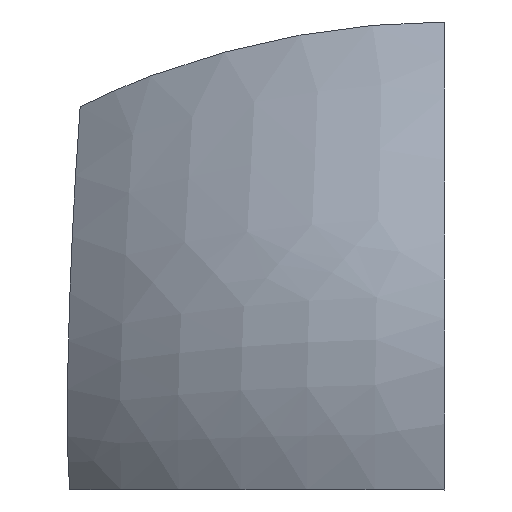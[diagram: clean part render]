
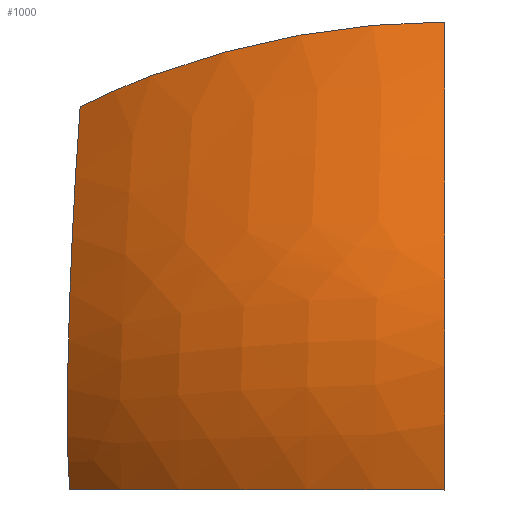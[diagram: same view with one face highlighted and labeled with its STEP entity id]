
A CAD part, front view. The second image highlights one B-rep face of the part: STEP entity #1000.
In plain terms, the highlighted free-form (B-spline) face has degree [6, 6] with [7, 7] control points.
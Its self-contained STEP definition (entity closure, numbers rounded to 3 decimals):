
#10=CARTESIAN_POINT('',(-12.084,-347.337,
82.714));
#20=CARTESIAN_POINT('',(-12.205,-348.996,
81.073));
#30=CARTESIAN_POINT('',(-12.3,-350.481,
79.328));
#40=CARTESIAN_POINT('',(-12.475,-351.752,
77.394));
#50=CARTESIAN_POINT('',(-12.372,-352.566,
75.389));
#60=CARTESIAN_POINT('',(-12.66,-352.884,
72.926));
#70=CARTESIAN_POINT('',(-12.429,-351.988,
70.005));
#80=CARTESIAN_POINT('',(-10.307,-348.494,
83.608));
#90=CARTESIAN_POINT('',(-10.392,-350.334,
81.872));
#100=CARTESIAN_POINT('',(-10.513,-352.007,
80.011));
#110=CARTESIAN_POINT('',(-10.715,-353.333,
78.011));
#120=CARTESIAN_POINT('',(-10.731,-354.445,
75.763));
#130=CARTESIAN_POINT('',(-10.98,-354.606,
73.264));
#140=CARTESIAN_POINT('',(-10.831,-353.645,
70.005));
#150=CARTESIAN_POINT('',(-8.354,-349.453,
84.35));
#160=CARTESIAN_POINT('',(-8.41,-351.445,
82.533));
#170=CARTESIAN_POINT('',(-8.541,-353.278,
80.574));
#180=CARTESIAN_POINT('',(-8.747,-354.653,
78.517));
#190=CARTESIAN_POINT('',(-8.841,-356.013,
76.07));
#200=CARTESIAN_POINT('',(-9.049,-356.056,
73.539));
#210=CARTESIAN_POINT('',(-8.964,-355.051,
70.005));
#220=CARTESIAN_POINT('',(-6.288,-350.198,
84.925));
#230=CARTESIAN_POINT('',(-6.319,-352.307,
83.044));
#240=CARTESIAN_POINT('',(-6.441,-354.262,
81.009));
#250=CARTESIAN_POINT('',(-6.627,-355.678,
78.906));
#260=CARTESIAN_POINT('',(-6.757,-357.226,
76.307));
#270=CARTESIAN_POINT('',(-6.918,-357.183,
73.749));
#280=CARTESIAN_POINT('',(-6.878,-356.147,
70.005));
#290=CARTESIAN_POINT('',(-4.169,-350.711,
85.32));
#300=CARTESIAN_POINT('',(-4.18,-352.898,
83.395));
#310=CARTESIAN_POINT('',(-4.275,-354.934,
81.307));
#320=CARTESIAN_POINT('',(-4.418,-356.377,
79.171));
#330=CARTESIAN_POINT('',(-4.543,-358.05,
76.47));
#340=CARTESIAN_POINT('',(-4.651,-357.951,
73.891));
#350=CARTESIAN_POINT('',(-4.639,-356.894,
70.005));
#360=CARTESIAN_POINT('',(-2.053,-350.974,
85.524));
#370=CARTESIAN_POINT('',(-2.053,-353.199,
83.575));
#380=CARTESIAN_POINT('',(-2.107,-355.275,
81.46));
#390=CARTESIAN_POINT('',(-2.187,-356.731,
79.307));
#400=CARTESIAN_POINT('',(-2.268,-358.465,
76.553));
#410=CARTESIAN_POINT('',(-2.321,-358.336,
73.962));
#420=CARTESIAN_POINT('',(-2.321,-357.269,
70.005));
#430=CARTESIAN_POINT('',(0.,-350.974,
85.524));
#440=CARTESIAN_POINT('',(0.,-353.199,
83.575));
#450=CARTESIAN_POINT('',(0.,-355.275,
81.46));
#460=CARTESIAN_POINT('',(0.,-356.731,
79.307));
#470=CARTESIAN_POINT('',(0.,-358.465,
76.553));
#480=CARTESIAN_POINT('',(0.,-358.336,
73.962));
#490=CARTESIAN_POINT('',(0.,-357.269,
70.005));
#500=B_SPLINE_SURFACE_WITH_KNOTS('',6,6,((#10,#80,#150,#220,#290,#360,
#430),(#20,#90,#160,#230,#300,#370,#440),(#30,#100,#170,#240,#310,#380,
#450),(#40,#110,#180,#250,#320,#390,#460),(#50,#120,#190,#260,#330,#400,
#470),(#60,#130,#200,#270,#340,#410,#480),(#70,#140,#210,#280,#350,#420,
#490)),.UNSPECIFIED.,.F.,.F.,.F.,(7,7),(7,7),(0.,16.11),(0.,
13.521),.UNSPECIFIED.);
#510=CARTESIAN_POINT('',(0.,-350.974,
85.524));
#520=CARTESIAN_POINT('',(-2.053,-350.974,
85.524));
#530=CARTESIAN_POINT('',(-4.169,-350.711,
85.32));
#540=CARTESIAN_POINT('',(-6.288,-350.198,
84.925));
#550=CARTESIAN_POINT('',(-8.354,-349.453,
84.35));
#560=CARTESIAN_POINT('',(-10.307,-348.494,
83.608));
#570=CARTESIAN_POINT('',(-12.084,-347.337,
82.714));
#580=B_SPLINE_CURVE_WITH_KNOTS('',6,(#510,#520,#530,#540,#550,#560,#570)
,.UNSPECIFIED.,.F.,.F.,(7,7),(0.,13.521),.UNSPECIFIED.);
#590=CARTESIAN_POINT('',(0.,-350.974,
85.524));
#600=VERTEX_POINT('',#590);
#610=CARTESIAN_POINT('',(-12.084,-347.337,
82.714));
#620=VERTEX_POINT('',#610);
#630=EDGE_CURVE('',#600,#620,#580,.T.);
#640=ORIENTED_EDGE('',*,*,#630,.T.);
#650=CARTESIAN_POINT('',(0.,-357.269,
70.005));
#660=CARTESIAN_POINT('',(0.,-358.336,
73.962));
#670=CARTESIAN_POINT('',(0.,-358.465,
76.553));
#680=CARTESIAN_POINT('',(0.,-356.731,
79.307));
#690=CARTESIAN_POINT('',(0.,-355.275,
81.46));
#700=CARTESIAN_POINT('',(0.,-353.199,
83.575));
#710=CARTESIAN_POINT('',(0.,-350.974,
85.524));
#720=B_SPLINE_CURVE_WITH_KNOTS('',6,(#650,#660,#670,#680,#690,#700,#710)
,.UNSPECIFIED.,.F.,.F.,(7,7),(0.,16.11),.UNSPECIFIED.);
#730=CARTESIAN_POINT('',(0.,-357.269,
70.005));
#740=VERTEX_POINT('',#730);
#750=EDGE_CURVE('',#740,#600,#720,.T.);
#760=ORIENTED_EDGE('',*,*,#750,.T.);
#770=CARTESIAN_POINT('',(0.,-340.,
70.005));
#780=DIRECTION('',(0.,0.,1.));
#790=DIRECTION('',(0.,1.,0.));
#800=AXIS2_PLACEMENT_3D('',#770,#780,#790);
#810=CIRCLE('',#800,17.269);
#820=CARTESIAN_POINT('',(-12.429,-351.988,
70.005));
#830=VERTEX_POINT('',#820);
#840=EDGE_CURVE('',#830,#740,#810,.T.);
#850=ORIENTED_EDGE('',*,*,#840,.T.);
#860=CARTESIAN_POINT('',(-12.084,-347.337,
82.714));
#870=CARTESIAN_POINT('',(-12.174,-348.582,
81.484));
#880=CARTESIAN_POINT('',(-12.261,-349.735,
80.193));
#890=CARTESIAN_POINT('',(-12.342,-350.773,
78.829));
#900=CARTESIAN_POINT('',(-12.404,-351.65,
77.386));
#910=CARTESIAN_POINT('',(-12.467,-352.319,
75.827));
#920=CARTESIAN_POINT('',(-12.483,-352.677,
74.148));
#930=CARTESIAN_POINT('',(-12.602,-352.66,
72.195));
#940=CARTESIAN_POINT('',(-12.429,-351.988,
70.005));
#950=B_SPLINE_CURVE_WITH_KNOTS('',8,(#860,#870,#880,#890,#900,#910,#920,
#930,#940),.UNSPECIFIED.,.F.,.F.,(9,9),(0.,1.),.UNSPECIFIED.);
#960=EDGE_CURVE('',#620,#830,#950,.T.);
#970=ORIENTED_EDGE('',*,*,#960,.T.);
#980=EDGE_LOOP('',(#970,#850,#760,#640));
#990=FACE_OUTER_BOUND('',#980,.T.);
#1000=ADVANCED_FACE('',(#990),#500,.T.);
